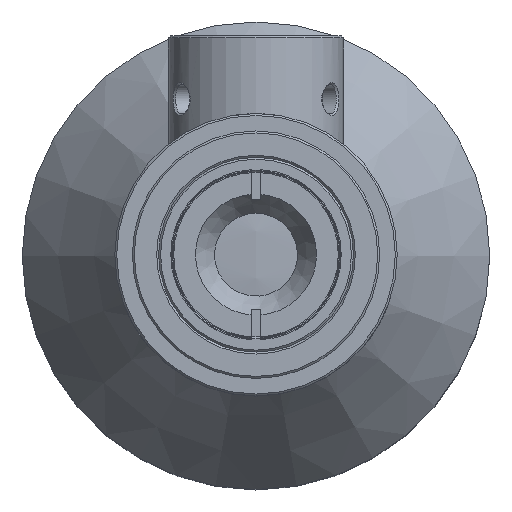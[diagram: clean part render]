
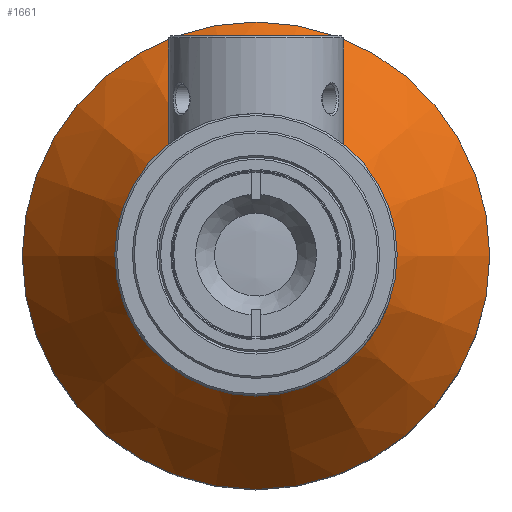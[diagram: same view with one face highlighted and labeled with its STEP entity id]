
A CAD part, top view. The second image highlights one B-rep face of the part: STEP entity #1661.
In plain terms, the highlighted conical face has half-angle 35 degrees and reference radius 24 mm.
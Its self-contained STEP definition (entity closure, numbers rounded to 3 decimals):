
#473=FACE_BOUND('',#2920,.T.);
#474=FACE_BOUND('',#2921,.T.);
#839=CONICAL_SURFACE('',#10052,24.,35.);
#1661=ADVANCED_FACE('',(#473,#474),#839,.T.);
#2920=EDGE_LOOP('',(#4108));
#2921=EDGE_LOOP('',(#4109));
#3715=CIRCLE('',#10049,24.);
#3716=CIRCLE('',#10051,13.);
#4108=ORIENTED_EDGE('',*,*,#7646,.T.);
#4109=ORIENTED_EDGE('',*,*,#7645,.F.);
#6698=VERTEX_POINT('',#13055);
#6699=VERTEX_POINT('',#13058);
#7645=EDGE_CURVE('',#6698,#6698,#3715,.T.);
#7646=EDGE_CURVE('',#6699,#6699,#3716,.T.);
#10049=AXIS2_PLACEMENT_3D('',#13054,#10908,#10909);
#10051=AXIS2_PLACEMENT_3D('',#13057,#10912,#10913);
#10052=AXIS2_PLACEMENT_3D('',#13059,#10914,#10915);
#10908=DIRECTION('',(0.,0.,-1.));
#10909=DIRECTION('',(-1.,0.,0.));
#10912=DIRECTION('',(0.,0.,-1.));
#10913=DIRECTION('',(-1.,0.,0.));
#10914=DIRECTION('',(0.,0.,-1.));
#10915=DIRECTION('',(-1.,0.,0.));
#13054=CARTESIAN_POINT('',(0.,0.,96.553));
#13055=CARTESIAN_POINT('',(-24.,0.,96.553));
#13057=CARTESIAN_POINT('',(0.,0.,112.263));
#13058=CARTESIAN_POINT('',(-13.,0.,112.263));
#13059=CARTESIAN_POINT('',(0.,0.,96.553));
